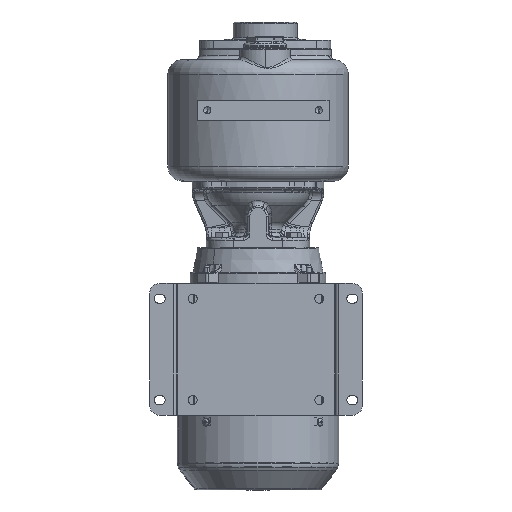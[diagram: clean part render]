
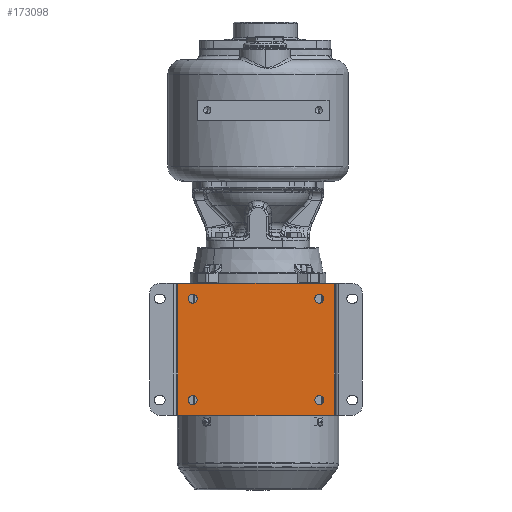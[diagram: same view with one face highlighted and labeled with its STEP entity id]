
A CAD part, front view. The second image highlights one B-rep face of the part: STEP entity #173098.
In plain terms, the highlighted planar face has unit normal (0, -1, 0).
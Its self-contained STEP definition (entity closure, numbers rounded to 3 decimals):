
#54028=DIRECTION('',(0.,0.,1.));
#54029=VECTOR('',#54028,130.);
#54030=CARTESIAN_POINT('',(75.,-81.5,-290.8));
#54031=LINE('',#54030,#54029);
#54032=CARTESIAN_POINT('',(60.5,-81.5,-175.8));
#54033=DIRECTION('',(0.,1.,0.));
#54034=DIRECTION('',(0.,0.,1.));
#54035=AXIS2_PLACEMENT_3D('',#54032,#54033,#54034);
#54037=CARTESIAN_POINT('',(60.5,-81.5,-175.8));
#54038=DIRECTION('',(0.,1.,0.));
#54039=DIRECTION('',(0.,0.,-1.));
#54040=AXIS2_PLACEMENT_3D('',#54037,#54038,#54039);
#54042=CARTESIAN_POINT('',(-64.5,-81.5,-175.8));
#54043=DIRECTION('',(0.,1.,0.));
#54044=DIRECTION('',(0.,0.,1.));
#54045=AXIS2_PLACEMENT_3D('',#54042,#54043,#54044);
#54047=CARTESIAN_POINT('',(-64.5,-81.5,-175.8));
#54048=DIRECTION('',(0.,1.,0.));
#54049=DIRECTION('',(0.,0.,-1.));
#54050=AXIS2_PLACEMENT_3D('',#54047,#54048,#54049);
#54052=CARTESIAN_POINT('',(60.5,-81.5,-275.8));
#54053=DIRECTION('',(0.,1.,0.));
#54054=DIRECTION('',(0.,0.,1.));
#54055=AXIS2_PLACEMENT_3D('',#54052,#54053,#54054);
#54057=CARTESIAN_POINT('',(60.5,-81.5,-275.8));
#54058=DIRECTION('',(0.,1.,0.));
#54059=DIRECTION('',(0.,0.,-1.));
#54060=AXIS2_PLACEMENT_3D('',#54057,#54058,#54059);
#54062=CARTESIAN_POINT('',(-64.5,-81.5,-275.8));
#54063=DIRECTION('',(0.,1.,0.));
#54064=DIRECTION('',(0.,0.,1.));
#54065=AXIS2_PLACEMENT_3D('',#54062,#54063,#54064);
#54067=CARTESIAN_POINT('',(-64.5,-81.5,-275.8));
#54068=DIRECTION('',(0.,1.,0.));
#54069=DIRECTION('',(0.,0.,-1.));
#54070=AXIS2_PLACEMENT_3D('',#54067,#54068,#54069);
#54080=DIRECTION('',(-1.,0.,0.));
#54081=VECTOR('',#54080,154.);
#54082=CARTESIAN_POINT('',(75.,-81.5,-290.8));
#54083=LINE('',#54082,#54081);
#54124=DIRECTION('',(-1.,0.,0.));
#54125=VECTOR('',#54124,154.);
#54126=CARTESIAN_POINT('',(75.,-81.5,-160.8));
#54127=LINE('',#54126,#54125);
#54396=DIRECTION('',(0.,0.,1.));
#54397=VECTOR('',#54396,130.);
#54398=CARTESIAN_POINT('',(-79.,-81.5,-290.8));
#54399=LINE('',#54398,#54397);
#95280=CARTESIAN_POINT('',(75.,-81.5,-290.8));
#95281=VERTEX_POINT('',#95280);
#95282=CARTESIAN_POINT('',(-79.,-81.5,-290.8));
#95283=VERTEX_POINT('',#95282);
#95296=CARTESIAN_POINT('',(75.,-81.5,-160.8));
#95297=VERTEX_POINT('',#95296);
#95298=CARTESIAN_POINT('',(-79.,-81.5,-160.8));
#95299=VERTEX_POINT('',#95298);
#95370=CARTESIAN_POINT('',(-64.5,-81.5,-271.3));
#95371=CARTESIAN_POINT('',(-64.5,-81.5,-280.3));
#95372=VERTEX_POINT('',#95370);
#95373=VERTEX_POINT('',#95371);
#95374=CARTESIAN_POINT('',(60.5,-81.5,-271.3));
#95375=CARTESIAN_POINT('',(60.5,-81.5,-280.3));
#95376=VERTEX_POINT('',#95374);
#95377=VERTEX_POINT('',#95375);
#95378=CARTESIAN_POINT('',(-64.5,-81.5,-171.3));
#95379=CARTESIAN_POINT('',(-64.5,-81.5,-180.3));
#95380=VERTEX_POINT('',#95378);
#95381=VERTEX_POINT('',#95379);
#95382=CARTESIAN_POINT('',(60.5,-81.5,-171.3));
#95383=CARTESIAN_POINT('',(60.5,-81.5,-180.3));
#95384=VERTEX_POINT('',#95382);
#95385=VERTEX_POINT('',#95383);
#173061=CARTESIAN_POINT('',(75.,-81.5,-290.8));
#173062=DIRECTION('',(0.,1.,0.));
#173063=DIRECTION('',(-1.,0.,0.));
#173064=AXIS2_PLACEMENT_3D('',#173061,#173062,#173063);
#173065=PLANE('',#173064);
#173067=ORIENTED_EDGE('',*,*,#173066,.T.);
#173069=ORIENTED_EDGE('',*,*,#173068,.T.);
#173071=ORIENTED_EDGE('',*,*,#173070,.F.);
#173073=ORIENTED_EDGE('',*,*,#173072,.F.);
#173074=EDGE_LOOP('',(#173067,#173069,#173071,#173073));
#173075=FACE_OUTER_BOUND('',#173074,.F.);
#173077=ORIENTED_EDGE('',*,*,#173076,.F.);
#173079=ORIENTED_EDGE('',*,*,#173078,.F.);
#173080=EDGE_LOOP('',(#173077,#173079));
#173081=FACE_BOUND('',#173080,.F.);
#173083=ORIENTED_EDGE('',*,*,#173082,.F.);
#173085=ORIENTED_EDGE('',*,*,#173084,.F.);
#173086=EDGE_LOOP('',(#173083,#173085));
#173087=FACE_BOUND('',#173086,.F.);
#173089=ORIENTED_EDGE('',*,*,#173088,.F.);
#173091=ORIENTED_EDGE('',*,*,#173090,.F.);
#173092=EDGE_LOOP('',(#173089,#173091));
#173093=FACE_BOUND('',#173092,.F.);
#173094=ORIENTED_EDGE('',*,*,#173041,.F.);
#173095=ORIENTED_EDGE('',*,*,#173055,.F.);
#173096=EDGE_LOOP('',(#173094,#173095));
#173097=FACE_BOUND('',#173096,.F.);
#173098=ADVANCED_FACE('',(#173075,#173081,#173087,#173093,#173097),#173065,.F.);
#54036=CIRCLE('',#54035,4.5);
#54041=CIRCLE('',#54040,4.5);
#54046=CIRCLE('',#54045,4.5);
#54051=CIRCLE('',#54050,4.5);
#54056=CIRCLE('',#54055,4.5);
#54061=CIRCLE('',#54060,4.5);
#54066=CIRCLE('',#54065,4.5);
#54071=CIRCLE('',#54070,4.5);
#173041=EDGE_CURVE('',#95372,#95373,#54066,.T.);
#173055=EDGE_CURVE('',#95373,#95372,#54071,.T.);
#173066=EDGE_CURVE('',#95281,#95283,#54083,.T.);
#173068=EDGE_CURVE('',#95283,#95299,#54399,.T.);
#173070=EDGE_CURVE('',#95297,#95299,#54127,.T.);
#173072=EDGE_CURVE('',#95281,#95297,#54031,.T.);
#173076=EDGE_CURVE('',#95384,#95385,#54036,.T.);
#173078=EDGE_CURVE('',#95385,#95384,#54041,.T.);
#173082=EDGE_CURVE('',#95380,#95381,#54046,.T.);
#173084=EDGE_CURVE('',#95381,#95380,#54051,.T.);
#173088=EDGE_CURVE('',#95376,#95377,#54056,.T.);
#173090=EDGE_CURVE('',#95377,#95376,#54061,.T.);
